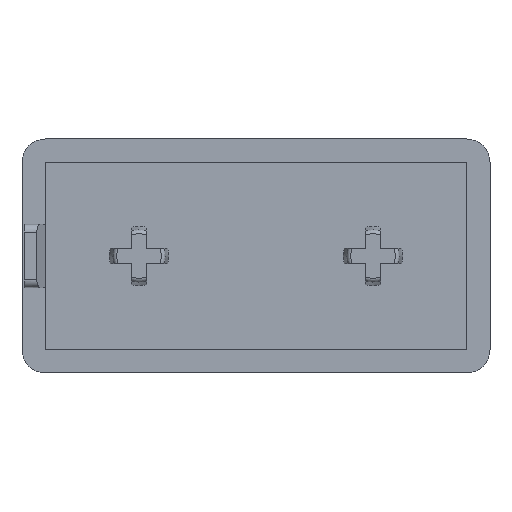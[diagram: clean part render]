
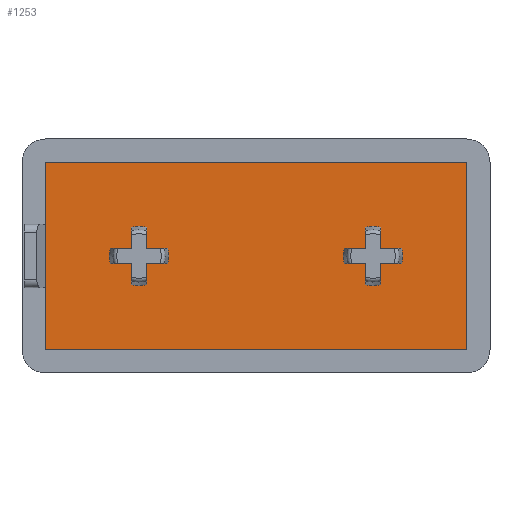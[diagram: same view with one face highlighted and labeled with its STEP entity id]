
A CAD part, front view. The second image highlights one B-rep face of the part: STEP entity #1253.
In plain terms, the highlighted planar face has unit normal (0, -1, 0).
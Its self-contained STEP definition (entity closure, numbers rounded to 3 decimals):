
#68=FACE_BOUND('',#259,.T.);
#69=FACE_BOUND('',#260,.T.);
#76=CIRCLE('',#1319,3.8);
#79=CIRCLE('',#1323,3.8);
#81=CIRCLE('',#1326,3.8);
#97=CIRCLE('',#1355,3.8);
#98=CIRCLE('',#1357,3.8);
#99=CIRCLE('',#1359,3.8);
#112=CIRCLE('',#1393,3.8);
#113=CIRCLE('',#1394,3.8);
#185=FACE_OUTER_BOUND('',#258,.T.);
#258=EDGE_LOOP('',(#990,#991,#992,#993));
#259=EDGE_LOOP('',(#994,#995,#996,#997,#998,#999,#1000,#1001,#1002,#1003,
#1004,#1005));
#260=EDGE_LOOP('',(#1006,#1007,#1008,#1009,#1010,#1011,#1012,#1013,#1014,
#1015,#1016,#1017));
#290=LINE('',#1790,#393);
#341=LINE('',#2165,#444);
#343=LINE('',#2169,#446);
#345=LINE('',#2172,#448);
#346=LINE('',#2178,#449);
#347=LINE('',#2179,#450);
#348=LINE('',#2181,#451);
#349=LINE('',#2182,#452);
#350=LINE('',#2184,#453);
#351=LINE('',#2185,#454);
#352=LINE('',#2187,#455);
#353=LINE('',#2188,#456);
#354=LINE('',#2193,#457);
#355=LINE('',#2194,#458);
#356=LINE('',#2196,#459);
#357=LINE('',#2197,#460);
#358=LINE('',#2199,#461);
#359=LINE('',#2200,#462);
#360=LINE('',#2202,#463);
#361=LINE('',#2203,#464);
#393=VECTOR('',#1434,1000.);
#444=VECTOR('',#1657,1000.);
#446=VECTOR('',#1661,1000.);
#448=VECTOR('',#1665,1000.);
#449=VECTOR('',#1670,1000.);
#450=VECTOR('',#1671,1000.);
#451=VECTOR('',#1672,1000.);
#452=VECTOR('',#1673,1000.);
#453=VECTOR('',#1674,1000.);
#454=VECTOR('',#1675,1000.);
#455=VECTOR('',#1676,1000.);
#456=VECTOR('',#1677,1000.);
#457=VECTOR('',#1680,1000.);
#458=VECTOR('',#1681,1000.);
#459=VECTOR('',#1682,1000.);
#460=VECTOR('',#1683,1000.);
#461=VECTOR('',#1684,1000.);
#462=VECTOR('',#1685,1000.);
#463=VECTOR('',#1686,1000.);
#464=VECTOR('',#1687,1000.);
#496=VERTEX_POINT('',#1787);
#497=VERTEX_POINT('',#1789);
#519=VERTEX_POINT('',#1849);
#520=VERTEX_POINT('',#1850);
#525=VERTEX_POINT('',#1861);
#526=VERTEX_POINT('',#1863);
#529=VERTEX_POINT('',#1870);
#530=VERTEX_POINT('',#1872);
#561=VERTEX_POINT('',#2089);
#562=VERTEX_POINT('',#2091);
#563=VERTEX_POINT('',#2095);
#564=VERTEX_POINT('',#2097);
#565=VERTEX_POINT('',#2101);
#566=VERTEX_POINT('',#2103);
#579=VERTEX_POINT('',#2164);
#580=VERTEX_POINT('',#2168);
#581=VERTEX_POINT('',#2174);
#582=VERTEX_POINT('',#2175);
#583=VERTEX_POINT('',#2177);
#584=VERTEX_POINT('',#2180);
#585=VERTEX_POINT('',#2183);
#586=VERTEX_POINT('',#2186);
#587=VERTEX_POINT('',#2189);
#588=VERTEX_POINT('',#2190);
#589=VERTEX_POINT('',#2192);
#590=VERTEX_POINT('',#2195);
#591=VERTEX_POINT('',#2198);
#592=VERTEX_POINT('',#2201);
#616=EDGE_CURVE('',#496,#497,#290,.T.);
#647=EDGE_CURVE('',#519,#520,#76,.F.);
#653=EDGE_CURVE('',#525,#526,#79,.F.);
#657=EDGE_CURVE('',#529,#530,#81,.F.);
#699=EDGE_CURVE('',#561,#562,#97,.F.);
#702=EDGE_CURVE('',#563,#564,#98,.F.);
#705=EDGE_CURVE('',#565,#566,#99,.F.);
#735=EDGE_CURVE('',#497,#579,#341,.T.);
#737=EDGE_CURVE('',#579,#580,#343,.T.);
#739=EDGE_CURVE('',#580,#496,#345,.T.);
#740=EDGE_CURVE('',#581,#582,#112,.F.);
#741=EDGE_CURVE('',#581,#583,#346,.T.);
#742=EDGE_CURVE('',#583,#566,#347,.T.);
#743=EDGE_CURVE('',#565,#584,#348,.T.);
#744=EDGE_CURVE('',#584,#564,#349,.T.);
#745=EDGE_CURVE('',#563,#585,#350,.T.);
#746=EDGE_CURVE('',#585,#562,#351,.T.);
#747=EDGE_CURVE('',#561,#586,#352,.T.);
#748=EDGE_CURVE('',#586,#582,#353,.T.);
#749=EDGE_CURVE('',#587,#588,#113,.F.);
#750=EDGE_CURVE('',#587,#589,#354,.T.);
#751=EDGE_CURVE('',#589,#526,#355,.T.);
#752=EDGE_CURVE('',#525,#590,#356,.T.);
#753=EDGE_CURVE('',#590,#520,#357,.T.);
#754=EDGE_CURVE('',#519,#591,#358,.T.);
#755=EDGE_CURVE('',#591,#530,#359,.T.);
#756=EDGE_CURVE('',#529,#592,#360,.T.);
#757=EDGE_CURVE('',#592,#588,#361,.T.);
#990=ORIENTED_EDGE('',*,*,#616,.F.);
#991=ORIENTED_EDGE('',*,*,#739,.F.);
#992=ORIENTED_EDGE('',*,*,#737,.F.);
#993=ORIENTED_EDGE('',*,*,#735,.F.);
#994=ORIENTED_EDGE('',*,*,#740,.F.);
#995=ORIENTED_EDGE('',*,*,#741,.T.);
#996=ORIENTED_EDGE('',*,*,#742,.T.);
#997=ORIENTED_EDGE('',*,*,#705,.F.);
#998=ORIENTED_EDGE('',*,*,#743,.T.);
#999=ORIENTED_EDGE('',*,*,#744,.T.);
#1000=ORIENTED_EDGE('',*,*,#702,.F.);
#1001=ORIENTED_EDGE('',*,*,#745,.T.);
#1002=ORIENTED_EDGE('',*,*,#746,.T.);
#1003=ORIENTED_EDGE('',*,*,#699,.F.);
#1004=ORIENTED_EDGE('',*,*,#747,.T.);
#1005=ORIENTED_EDGE('',*,*,#748,.T.);
#1006=ORIENTED_EDGE('',*,*,#749,.F.);
#1007=ORIENTED_EDGE('',*,*,#750,.T.);
#1008=ORIENTED_EDGE('',*,*,#751,.T.);
#1009=ORIENTED_EDGE('',*,*,#653,.F.);
#1010=ORIENTED_EDGE('',*,*,#752,.T.);
#1011=ORIENTED_EDGE('',*,*,#753,.T.);
#1012=ORIENTED_EDGE('',*,*,#647,.F.);
#1013=ORIENTED_EDGE('',*,*,#754,.T.);
#1014=ORIENTED_EDGE('',*,*,#755,.T.);
#1015=ORIENTED_EDGE('',*,*,#657,.F.);
#1016=ORIENTED_EDGE('',*,*,#756,.T.);
#1017=ORIENTED_EDGE('',*,*,#757,.T.);
#1187=PLANE('',#1392);
#1253=ADVANCED_FACE('',(#185,#68,#69),#1187,.F.);
#1319=AXIS2_PLACEMENT_3D('',#1851,#1487,#1488);
#1323=AXIS2_PLACEMENT_3D('',#1864,#1498,#1499);
#1326=AXIS2_PLACEMENT_3D('',#1873,#1506,#1507);
#1355=AXIS2_PLACEMENT_3D('',#2092,#1566,#1567);
#1357=AXIS2_PLACEMENT_3D('',#2098,#1572,#1573);
#1359=AXIS2_PLACEMENT_3D('',#2104,#1578,#1579);
#1392=AXIS2_PLACEMENT_3D('',#2173,#1666,#1667);
#1393=AXIS2_PLACEMENT_3D('',#2176,#1668,#1669);
#1394=AXIS2_PLACEMENT_3D('',#2191,#1678,#1679);
#1434=DIRECTION('',(0.,0.,1.));
#1487=DIRECTION('center_axis',(0.,1.,0.));
#1488=DIRECTION('ref_axis',(0.,0.,1.));
#1498=DIRECTION('center_axis',(0.,1.,0.));
#1499=DIRECTION('ref_axis',(0.,0.,1.));
#1506=DIRECTION('center_axis',(0.,1.,0.));
#1507=DIRECTION('ref_axis',(0.,0.,1.));
#1566=DIRECTION('center_axis',(0.,1.,0.));
#1567=DIRECTION('ref_axis',(0.,0.,1.));
#1572=DIRECTION('center_axis',(0.,1.,0.));
#1573=DIRECTION('ref_axis',(0.,0.,1.));
#1578=DIRECTION('center_axis',(0.,1.,0.));
#1579=DIRECTION('ref_axis',(0.,0.,1.));
#1657=DIRECTION('',(1.,0.,0.));
#1661=DIRECTION('',(0.,0.,-1.));
#1665=DIRECTION('',(-1.,0.,0.));
#1666=DIRECTION('center_axis',(0.,1.,0.));
#1667=DIRECTION('ref_axis',(0.,0.,1.));
#1668=DIRECTION('center_axis',(0.,1.,0.));
#1669=DIRECTION('ref_axis',(0.,0.,1.));
#1670=DIRECTION('',(1.,0.,0.));
#1671=DIRECTION('',(0.,0.,1.));
#1672=DIRECTION('',(0.,0.,-1.));
#1673=DIRECTION('',(1.,0.,0.));
#1674=DIRECTION('',(-1.,0.,0.));
#1675=DIRECTION('',(0.,0.,-1.));
#1676=DIRECTION('',(0.,0.,1.));
#1677=DIRECTION('',(-1.,0.,0.));
#1678=DIRECTION('center_axis',(0.,1.,0.));
#1679=DIRECTION('ref_axis',(0.,0.,1.));
#1680=DIRECTION('',(-1.,0.,0.));
#1681=DIRECTION('',(0.,0.,-1.));
#1682=DIRECTION('',(0.,0.,1.));
#1683=DIRECTION('',(-1.,0.,0.));
#1684=DIRECTION('',(1.,0.,0.));
#1685=DIRECTION('',(0.,0.,1.));
#1686=DIRECTION('',(0.,0.,-1.));
#1687=DIRECTION('',(1.,0.,0.));
#1787=CARTESIAN_POINT('',(-27.,-3.,-12.));
#1789=CARTESIAN_POINT('',(-27.,-3.,12.));
#1790=CARTESIAN_POINT('',(-27.,-3.,-12.));
#1849=CARTESIAN_POINT('',(11.334,-3.,1.));
#1850=CARTESIAN_POINT('',(11.334,-3.,-1.));
#1851=CARTESIAN_POINT('Origin',(15.,-3.,0.));
#1861=CARTESIAN_POINT('',(14.,-3.,-3.666));
#1863=CARTESIAN_POINT('',(16.,-3.,-3.666));
#1864=CARTESIAN_POINT('Origin',(15.,-3.,0.));
#1870=CARTESIAN_POINT('',(16.,-3.,3.666));
#1872=CARTESIAN_POINT('',(14.,-3.,3.666));
#1873=CARTESIAN_POINT('Origin',(15.,-3.,0.));
#2089=CARTESIAN_POINT('',(-16.,-3.,-3.666));
#2091=CARTESIAN_POINT('',(-14.,-3.,-3.666));
#2092=CARTESIAN_POINT('Origin',(-15.,-3.,0.));
#2095=CARTESIAN_POINT('',(-11.334,-3.,-1.));
#2097=CARTESIAN_POINT('',(-11.334,-3.,1.));
#2098=CARTESIAN_POINT('Origin',(-15.,-3.,0.));
#2101=CARTESIAN_POINT('',(-14.,-3.,3.666));
#2103=CARTESIAN_POINT('',(-16.,-3.,3.666));
#2104=CARTESIAN_POINT('Origin',(-15.,-3.,0.));
#2164=CARTESIAN_POINT('',(27.,-3.,12.));
#2165=CARTESIAN_POINT('',(-27.,-3.,12.));
#2168=CARTESIAN_POINT('',(27.,-3.,-12.));
#2169=CARTESIAN_POINT('',(27.,-3.,12.));
#2172=CARTESIAN_POINT('',(27.,-3.,-12.));
#2173=CARTESIAN_POINT('Origin',(0.,-3.,0.));
#2174=CARTESIAN_POINT('',(-18.666,-3.,1.));
#2175=CARTESIAN_POINT('',(-18.666,-3.,-1.));
#2176=CARTESIAN_POINT('Origin',(-15.,-3.,0.));
#2177=CARTESIAN_POINT('',(-16.,-3.,1.));
#2178=CARTESIAN_POINT('',(-18.666,-3.,1.));
#2179=CARTESIAN_POINT('',(-16.,-3.,1.));
#2180=CARTESIAN_POINT('',(-14.,-3.,1.));
#2181=CARTESIAN_POINT('',(-14.,-3.,3.666));
#2182=CARTESIAN_POINT('',(-14.,-3.,1.));
#2183=CARTESIAN_POINT('',(-14.,-3.,-1.));
#2184=CARTESIAN_POINT('',(-11.334,-3.,-1.));
#2185=CARTESIAN_POINT('',(-14.,-3.,-1.));
#2186=CARTESIAN_POINT('',(-16.,-3.,-1.));
#2187=CARTESIAN_POINT('',(-16.,-3.,-3.666));
#2188=CARTESIAN_POINT('',(-16.,-3.,-1.));
#2189=CARTESIAN_POINT('',(18.666,-3.,-1.));
#2190=CARTESIAN_POINT('',(18.666,-3.,1.));
#2191=CARTESIAN_POINT('Origin',(15.,-3.,0.));
#2192=CARTESIAN_POINT('',(16.,-3.,-1.));
#2193=CARTESIAN_POINT('',(18.666,-3.,-1.));
#2194=CARTESIAN_POINT('',(16.,-3.,-1.));
#2195=CARTESIAN_POINT('',(14.,-3.,-1.));
#2196=CARTESIAN_POINT('',(14.,-3.,-3.666));
#2197=CARTESIAN_POINT('',(14.,-3.,-1.));
#2198=CARTESIAN_POINT('',(14.,-3.,1.));
#2199=CARTESIAN_POINT('',(11.334,-3.,1.));
#2200=CARTESIAN_POINT('',(14.,-3.,1.));
#2201=CARTESIAN_POINT('',(16.,-3.,1.));
#2202=CARTESIAN_POINT('',(16.,-3.,3.666));
#2203=CARTESIAN_POINT('',(16.,-3.,1.));
